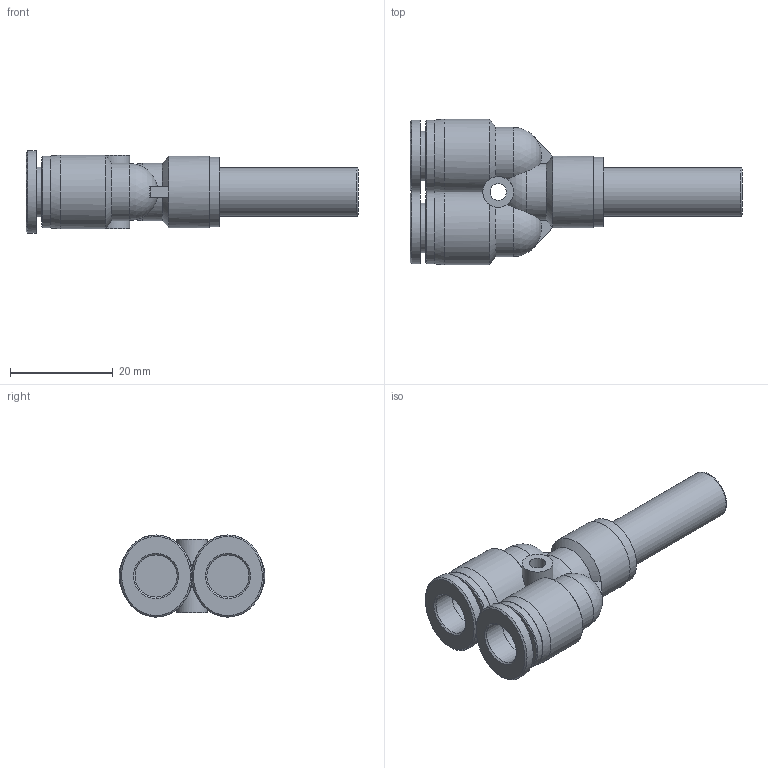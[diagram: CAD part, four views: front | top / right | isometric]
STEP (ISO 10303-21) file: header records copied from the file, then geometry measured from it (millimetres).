
FILE_DESCRIPTION((''),'2;1');
FILE_NAME('PWJ 3_8-5_16.stp','2016-10-17T15:51:13',('Administrator'),(''),'Autodesk Inventor 2013','Autodesk Inventor 2013','');
FILE_SCHEMA(('CONFIG_CONTROL_DESIGN'));
Length unit declared in the file: millimetre
Products named in the file (4): PWJ 3_8-5_16; NJ BODY N3_8-N5_16; NWT 08 BODY; SLEEVE N5_16L
Assembly tree (4 placements, depth 2):
  PWJ 3_8-5_16
    NJ BODY N3_8-N5_16
    NWT 08 BODY
    SLEEVE N5_16L  x2
Bounding box: 64.7 x 28.4 x 16 mm (x, y, z)
Volume: 8802.2 mm3; surface area: 6108.6 mm2
Topology: 4 solids, 4 shells, 70 faces, 147 edges, 92 vertices
Faces by surface type: plane 31, cylinder 20, cone 10, sphere 4, bspline 4, torus 1
Full cylindrical faces by diameter (mm): 3.2 x1, 6 x2, 8.2 x4, 9.53 x1, 9.7 x2, 13.6 x1, 13.9 x2, 14 x1
Entity records: 1906 total; most frequent: CARTESIAN_POINT 582, DIRECTION 267, ORIENTED_EDGE 224, AXIS2_PLACEMENT_3D 120, EDGE_CURVE 112, EDGE_LOOP 83, VERTEX_POINT 79, FACE_OUTER_BOUND 59
